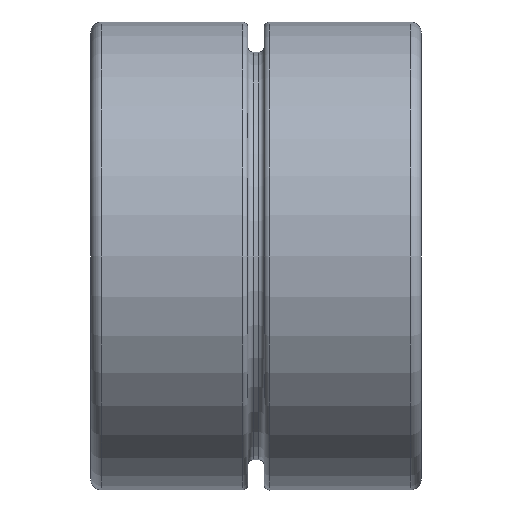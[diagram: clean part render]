
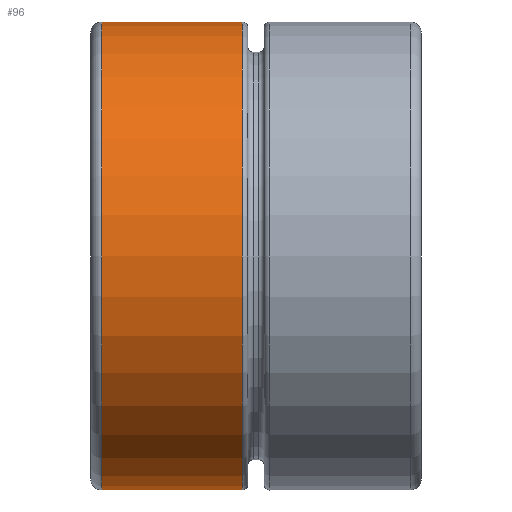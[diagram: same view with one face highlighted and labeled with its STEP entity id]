
A CAD part, front view. The second image highlights one B-rep face of the part: STEP entity #96.
In plain terms, the highlighted cylindrical face has radius 21.25 mm (diameter 42.5 mm), a partial arc.
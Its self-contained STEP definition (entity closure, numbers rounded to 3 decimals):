
#96 = ADVANCED_FACE( '', ( #163 ), #164, .T. );
#163 = FACE_OUTER_BOUND( '', #255, .T. );
#164 = CYLINDRICAL_SURFACE( '', #256, 21.25 );
#255 = EDGE_LOOP( '', ( #467, #468, #469, #470 ) );
#256 = AXIS2_PLACEMENT_3D( '', #471, #472, #473 );
#467 = ORIENTED_EDGE( '', *, *, #688, .T. );
#468 = ORIENTED_EDGE( '', *, *, #756, .T. );
#469 = ORIENTED_EDGE( '', *, *, #752, .F. );
#470 = ORIENTED_EDGE( '', *, *, #757, .T. );
#471 = CARTESIAN_POINT( '', ( 50., 0., 0. ) );
#472 = DIRECTION( '', ( -1., 0., 0. ) );
#473 = DIRECTION( '', ( 0., 0., -1. ) );
#688 = EDGE_CURVE( '', #819, #817, #820, .T. );
#752 = EDGE_CURVE( '', #934, #935, #936, .T. );
#756 = EDGE_CURVE( '', #817, #935, #942, .T. );
#757 = EDGE_CURVE( '', #934, #819, #943, .F. );
#817 = VERTEX_POINT( '', #1043 );
#819 = VERTEX_POINT( '', #1054 );
#820 = CIRCLE( '', #1055, 21.25 );
#934 = VERTEX_POINT( '', #1311 );
#935 = VERTEX_POINT( '', #1312 );
#936 = CIRCLE( '', #1313, 21.25 );
#942 = LINE( '', #1329, #1330 );
#943 = LINE( '', #1331, #1332 );
#1043 = CARTESIAN_POINT( '', ( -14., -0.1, -21.25 ) );
#1054 = CARTESIAN_POINT( '', ( -14., -0.1, 21.25 ) );
#1055 = AXIS2_PLACEMENT_3D( '', #1507, #1508, #1509 );
#1311 = CARTESIAN_POINT( '', ( -1.25, -0.1, 21.25 ) );
#1312 = CARTESIAN_POINT( '', ( -1.25, -0.1, -21.25 ) );
#1313 = AXIS2_PLACEMENT_3D( '', #1585, #1586, #1587 );
#1329 = CARTESIAN_POINT( '', ( 50., -0.1, -21.25 ) );
#1330 = VECTOR( '', #1591, 1000. );
#1331 = CARTESIAN_POINT( '', ( 50., -0.1, 21.25 ) );
#1332 = VECTOR( '', #1592, 1000. );
#1507 = CARTESIAN_POINT( '', ( -14., 0., 0. ) );
#1508 = DIRECTION( '', ( 1., 0., 0. ) );
#1509 = DIRECTION( '', ( 0., 0., -1. ) );
#1585 = CARTESIAN_POINT( '', ( -1.25, 0., 0. ) );
#1586 = DIRECTION( '', ( 1., 0., 0. ) );
#1587 = DIRECTION( '', ( 0., 0., -1. ) );
#1591 = DIRECTION( '', ( 1., 0., 0. ) );
#1592 = DIRECTION( '', ( 1., 0., 0. ) );
